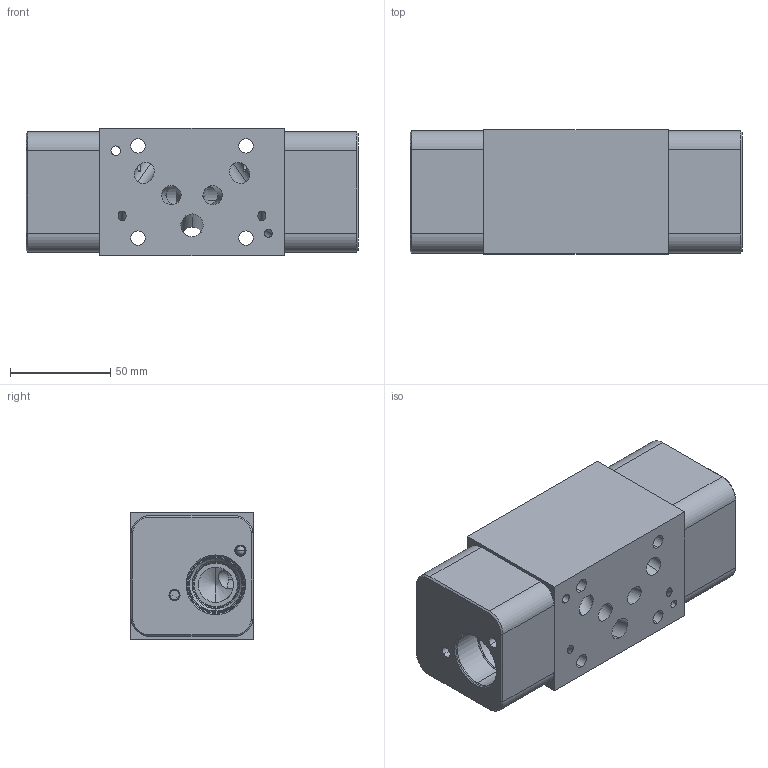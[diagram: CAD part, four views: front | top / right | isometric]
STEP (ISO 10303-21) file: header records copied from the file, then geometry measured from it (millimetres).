
FILE_DESCRIPTION((''),'2;1');
FILE_NAME('NJY_ASM','2019-07-18T',('ProEService'),(''),'PRO/ENGINEER BY PARAMETRIC TECHNOLOGY CORPORATION, 2014200','PRO/ENGINEER BY PARAMETRIC TECHNOLOGY CORPORATION, 2014200','');
FILE_SCHEMA(('CONFIG_CONTROL_DESIGN'));
Length unit declared in the file: inch
Products named in the file (3): 152-365; 850-004-218; NJY_ASM
Assembly tree (5 placements, depth 2):
  NJY_ASM
    152-365
    850-004-218  x4
Bounding box: 165.89 x 61.93 x 63.5 mm (x, y, z)
Volume: 508507.6 mm3; surface area: 82283.5 mm2
Topology: 5 solids, 5 shells, 262 faces, 927 edges, 828 vertices
Faces by surface type: cylinder 124, cone 71, plane 36, sphere 19, torus 12
Entity records: 12236 total; most frequent: CARTESIAN_POINT 5376, DIRECTION 1385, ORIENTED_EDGE 1172, EDGE_CURVE 586, VECTOR 475, LINE 475, AXIS2_PLACEMENT_3D 455, VERTEX_POINT 366
